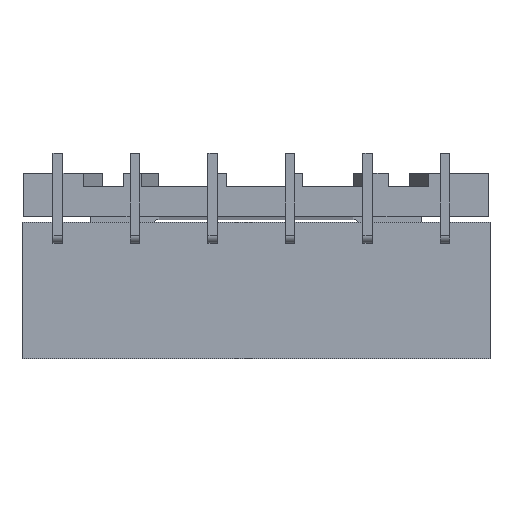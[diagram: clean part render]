
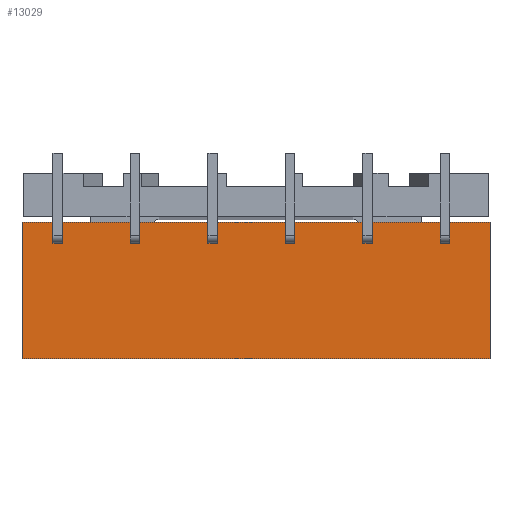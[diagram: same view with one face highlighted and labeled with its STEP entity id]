
A CAD part, front view. The second image highlights one B-rep face of the part: STEP entity #13029.
In plain terms, the highlighted free-form (B-spline) face has degree [1, 1] with [2, 2] control points.
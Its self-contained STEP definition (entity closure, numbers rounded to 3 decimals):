
#12944 = VERTEX_POINT('',#12945);
#12945 = CARTESIAN_POINT('',(19.316,-19.636,
    -7.355));
#12958 = VERTEX_POINT('',#12959);
#12959 = CARTESIAN_POINT('',(19.316,-19.636,
    3.902));
#12964 = EDGE_CURVE('',#12958,#12944,#12965,.T.);
#12965 = B_SPLINE_CURVE_WITH_KNOTS('',1,(#12966,#12967),.UNSPECIFIED.,
  .F.,.F.,(2,2),(0.,8.8),.PIECEWISE_BEZIER_KNOTS.);
#12966 = CARTESIAN_POINT('',(19.316,-19.636,
    3.902));
#12967 = CARTESIAN_POINT('',(19.316,-19.636,
    -7.355));
#13006 = VERTEX_POINT('',#13007);
#13007 = CARTESIAN_POINT('',(-19.316,-19.636,
    -7.355));
#13012 = EDGE_CURVE('',#13013,#13006,#13015,.T.);
#13013 = VERTEX_POINT('',#13014);
#13014 = CARTESIAN_POINT('',(-19.316,-19.636,
    3.902));
#13015 = B_SPLINE_CURVE_WITH_KNOTS('',1,(#13016,#13017),.UNSPECIFIED.,
  .F.,.F.,(2,2),(0.,8.8),.PIECEWISE_BEZIER_KNOTS.);
#13016 = CARTESIAN_POINT('',(-19.316,-19.636,
    3.902));
#13017 = CARTESIAN_POINT('',(-19.316,-19.636,
    -7.355));
#13029 = ADVANCED_FACE('',(#13030),#13044,.T.);
#13030 = FACE_BOUND('',#13031,.T.);
#13031 = EDGE_LOOP('',(#13032,#13037,#13038,#13043));
#13032 = ORIENTED_EDGE('',*,*,#13033,.F.);
#13033 = EDGE_CURVE('',#12944,#13006,#13034,.T.);
#13034 = B_SPLINE_CURVE_WITH_KNOTS('',1,(#13035,#13036),.UNSPECIFIED.,
  .F.,.F.,(2,2),(-0.2,30.),.PIECEWISE_BEZIER_KNOTS.);
#13035 = CARTESIAN_POINT('',(19.316,-19.636,
    -7.355));
#13036 = CARTESIAN_POINT('',(-19.316,-19.636,
    -7.355));
#13037 = ORIENTED_EDGE('',*,*,#12964,.F.);
#13038 = ORIENTED_EDGE('',*,*,#13039,.T.);
#13039 = EDGE_CURVE('',#12958,#13013,#13040,.T.);
#13040 = B_SPLINE_CURVE_WITH_KNOTS('',1,(#13041,#13042),.UNSPECIFIED.,
  .F.,.F.,(2,2),(-0.2,30.),.PIECEWISE_BEZIER_KNOTS.);
#13041 = CARTESIAN_POINT('',(19.316,-19.636,
    3.902));
#13042 = CARTESIAN_POINT('',(-19.316,-19.636,
    3.902));
#13043 = ORIENTED_EDGE('',*,*,#13012,.T.);
#13044 = B_SPLINE_SURFACE_WITH_KNOTS('',1,1,(
    (#13045,#13046)
    ,(#13047,#13048
    )),.UNSPECIFIED.,.F.,.F.,.F.,(2,2),(2,2),(0.,8.8),(-30.,0.2),
  .PIECEWISE_BEZIER_KNOTS.);
#13045 = CARTESIAN_POINT('',(-19.316,-19.636,
    3.902));
#13046 = CARTESIAN_POINT('',(19.316,-19.636,
    3.902));
#13047 = CARTESIAN_POINT('',(-19.316,-19.636,
    -7.355));
#13048 = CARTESIAN_POINT('',(19.316,-19.636,
    -7.355));
